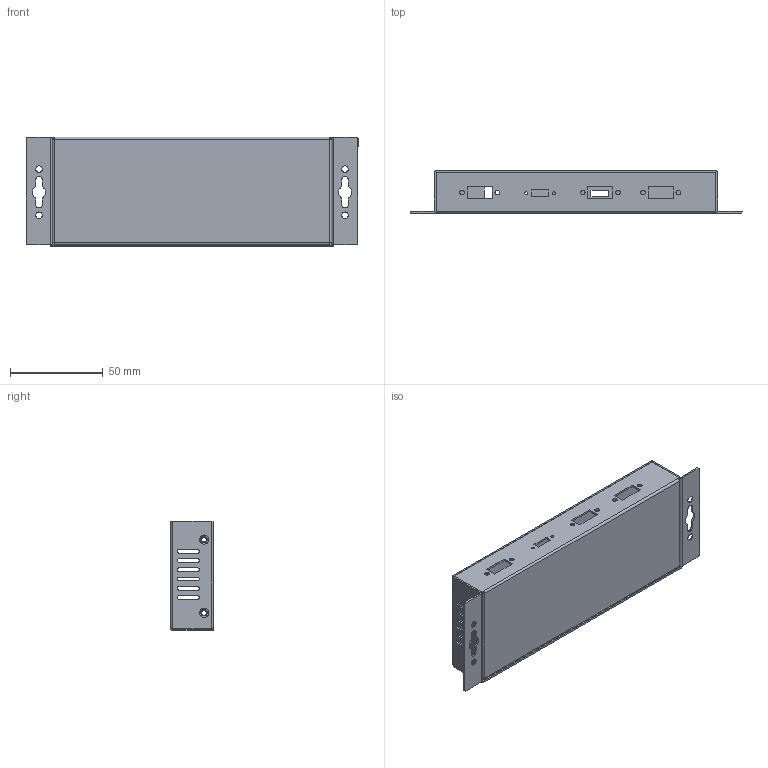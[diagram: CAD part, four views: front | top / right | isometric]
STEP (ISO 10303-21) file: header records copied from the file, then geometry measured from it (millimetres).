
FILE_DESCRIPTION(/* description */ (''),/* implementation_level */ '2;1');
FILE_NAME(/* name */ 'Assembly10.stp',/* time_stamp */ '2019-09-10T13:52:11-04:00',/* author */ ('CAD PC'),/* organization */ (''),/* preprocessor_version */ 'ST-DEVELOPER v18',/* originating_system */ 'Autodesk Inventor 2020',/* authorisation */ '');
FILE_SCHEMA (('AUTOMOTIVE_DESIGN { 1 0 10303 214 3 1 1 }'));
Length unit declared in the file: millimetre
Products named in the file (3): Assembly10; Base; UC31PD4H Top
Assembly tree (2 placements, depth 2):
  Assembly10
    Base
    UC31PD4H Top
Bounding box: 179.3 x 23 x 59.4 mm (x, y, z)
Volume: 29039.3 mm3; surface area: 60187.5 mm2
Topology: 2 solids, 2 shells, 247 faces, 720 edges, 501 vertices
Faces by surface type: plane 144, cylinder 95, cone 8
Full cylindrical faces by diameter (mm): 1.567 x4, 2.459 x6, 2.65 x4, 3.5 x9
Entity records: 8406 total; most frequent: CARTESIAN_POINT 1448, DIRECTION 1447, ORIENTED_EDGE 1388, EDGE_CURVE 694, AXIS2_PLACEMENT_3D 498, LINE 451, VECTOR 451, VERTEX_POINT 451
